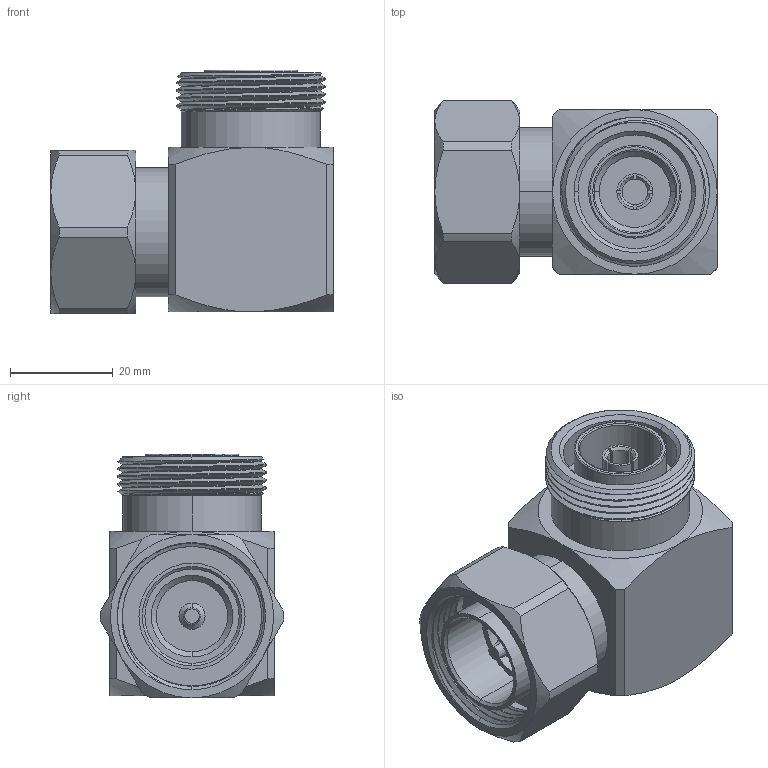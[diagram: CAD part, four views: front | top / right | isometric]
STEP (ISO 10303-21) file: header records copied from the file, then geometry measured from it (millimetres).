
FILE_DESCRIPTION (( 'STEP AP214' ), '1' );
FILE_NAME ('SM3397_3D.step', '2023-07-05T16:02:40', ( '' ), ( '' ), 'SwSTEP 2.0', 'SolidWorks 2022', '' );
FILE_SCHEMA (( 'AUTOMOTIVE_DESIGN' ));
Length unit declared in the file: inch
Products named in the file (1): SM3397_3D
Bounding box: 54.86 x 35.58 x 47.36 mm (x, y, z)
Volume: 47283.9 mm3; surface area: 16667.4 mm2
Topology: 1 solids, 1 shells, 152 faces, 370 edges, 234 vertices
Faces by surface type: cylinder 51, plane 46, cone 45, bspline 6, torus 4
Entity records: 8487 total; most frequent: CARTESIAN_POINT 5067, ORIENTED_EDGE 740, DIRECTION 678, EDGE_CURVE 370, AXIS2_PLACEMENT_3D 282, VERTEX_POINT 234, EDGE_LOOP 166, ADVANCED_FACE 152
